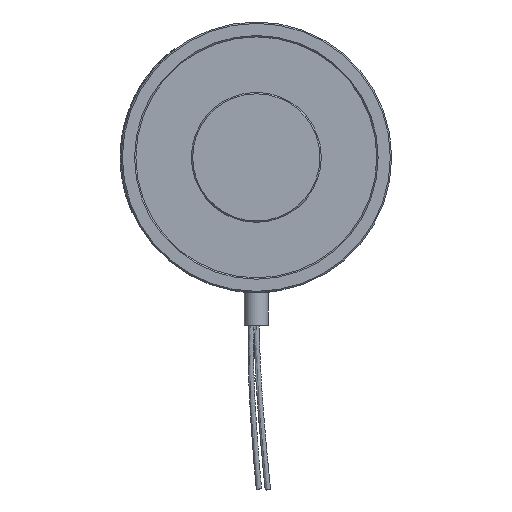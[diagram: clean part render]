
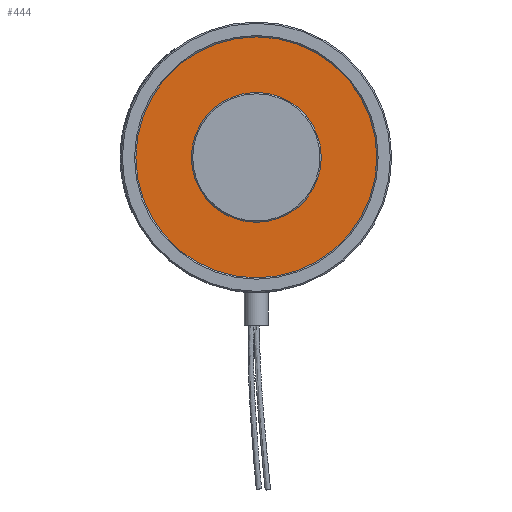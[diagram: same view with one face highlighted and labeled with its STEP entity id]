
A CAD part, front view. The second image highlights one B-rep face of the part: STEP entity #444.
In plain terms, the highlighted planar face has unit normal (0, -1, 0).
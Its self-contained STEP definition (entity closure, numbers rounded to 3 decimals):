
#444 = ADVANCED_FACE( '', ( #938, #939 ), #940, .F. );
#938 = FACE_BOUND( '', #3995, .T. );
#939 = FACE_OUTER_BOUND( '', #3996, .T. );
#940 = PLANE( '', #3997 );
#3995 = EDGE_LOOP( '', ( #5789 ) );
#3996 = EDGE_LOOP( '', ( #5790 ) );
#3997 = AXIS2_PLACEMENT_3D( '', #5791, #5792, #5793 );
#5789 = ORIENTED_EDGE( '', *, *, #6442, .T. );
#5790 = ORIENTED_EDGE( '', *, *, #6534, .F. );
#5791 = CARTESIAN_POINT( '', ( 0., -66.5, 0. ) );
#5792 = DIRECTION( '', ( 0., 1., 0. ) );
#5793 = DIRECTION( '', ( 0., 0., 1. ) );
#6442 = EDGE_CURVE( '', #7138, #7138, #7139, .T. );
#6534 = EDGE_CURVE( '', #7253, #7253, #7254, .T. );
#7138 = VERTEX_POINT( '', #10253 );
#7139 = CIRCLE( '', #10254, 24. );
#7253 = VERTEX_POINT( '', #10895 );
#7254 = CIRCLE( '', #10896, 44.5 );
#10253 = CARTESIAN_POINT( '', ( 24., -66.5, 0. ) );
#10254 = AXIS2_PLACEMENT_3D( '', #11309, #11310, #11311 );
#10895 = CARTESIAN_POINT( '', ( 44.5, -66.5, 0. ) );
#10896 = AXIS2_PLACEMENT_3D( '', #11333, #11334, #11335 );
#11309 = CARTESIAN_POINT( '', ( 0., -66.5, 0. ) );
#11310 = DIRECTION( '', ( 0., 1., 0. ) );
#11311 = DIRECTION( '', ( 1., 0., 0. ) );
#11333 = CARTESIAN_POINT( '', ( 0., -66.5, 0. ) );
#11334 = DIRECTION( '', ( 0., 1., 0. ) );
#11335 = DIRECTION( '', ( 1., 0., 0. ) );
